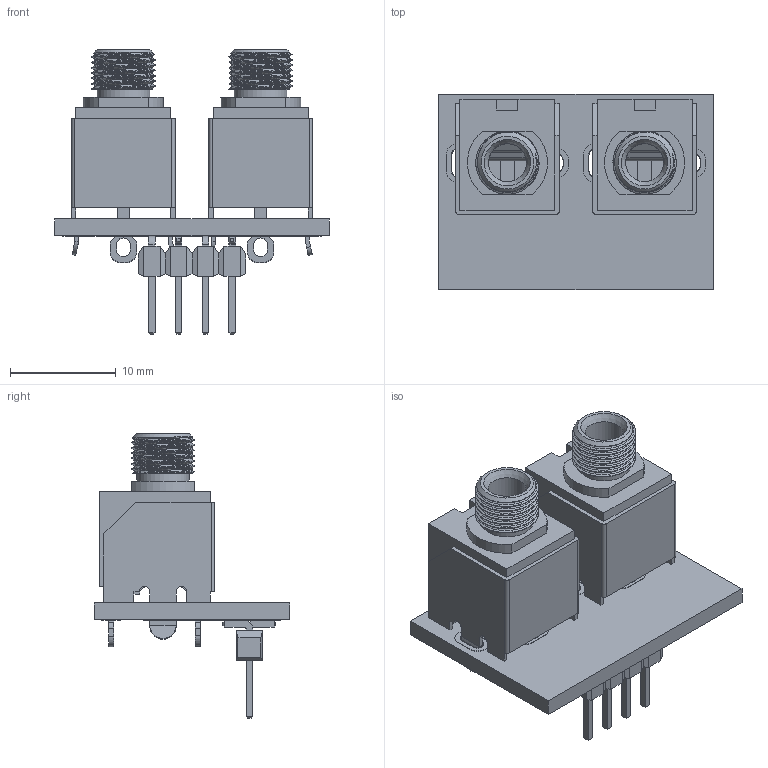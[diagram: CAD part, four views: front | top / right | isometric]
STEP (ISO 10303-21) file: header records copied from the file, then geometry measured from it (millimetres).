
FILE_DESCRIPTION(('KiCad electronic assembly'),'2;1');
FILE_NAME('ScannerVibrato_IO.step','2024-11-17T13:35:01',('Pcbnew'),( 'Kicad'),'Open CASCADE STEP processor 7.8','KiCad to STEP converter' ,'Unknown');
FILE_SCHEMA(('AUTOMOTIVE_DESIGN { 1 0 10303 214 1 1 1 1 }'));
Length unit declared in the file: millimetre
Products named in the file (47): ScannerVibrato_IO 1; PJ-301BM; CONN_PM20204VBNN_MZC; part; _autosave-ScannerVibrato_IO_track_1; _autosave-ScannerVibrato_IO_track_2; _autosave-ScannerVibrato_IO_track_3; _autosave-ScannerVibrato_IO_track_4; _autosave-ScannerVibrato_IO_track_5; _autosave-ScannerVibrato_IO_track_6; _autosave-ScannerVibrato_IO_track_7; _autosave-ScannerVibrato_IO_track_8; _autosave-ScannerVibrato_IO_track_9; _autosave-ScannerVibrato_IO_track_10; _autosave-ScannerVibrato_IO_track_11; _autosave-ScannerVibrato_IO_track_12; _autosave-ScannerVibrato_IO_track_13; _autosave-ScannerVibrato_IO_pad_1; _autosave-ScannerVibrato_IO_pad_2; _autosave-ScannerVibrato_IO_pad_3; _autosave-ScannerVibrato_IO_pad_4; _autosave-ScannerVibrato_IO_pad_5; _autosave-ScannerVibrato_IO_pad_6; _autosave-ScannerVibrato_IO_pad_7; _autosave-ScannerVibrato_IO_pad_8; _autosave-ScannerVibrato_IO_pad_9; _autosave-ScannerVibrato_IO_pad_10; _autosave-ScannerVibrato_IO_pad_11; _autosave-ScannerVibrato_IO_pad_12; _autosave-ScannerVibrato_IO_pad_13; _autosave-ScannerVibrato_IO_pad_14; _autosave-ScannerVibrato_IO_pad_15; _autosave-ScannerVibrato_IO_pad_16; _autosave-ScannerVibrato_IO_pad_17; _autosave-ScannerVibrato_IO_pad_18; _autosave-ScannerVibrato_IO_pad_19; _autosave-ScannerVibrato_IO_pad_20; _autosave-ScannerVibrato_IO_pad_21; _autosave-ScannerVibrato_IO_pad_22; _autosave-ScannerVibrato_IO_pad_23 ...
Assembly tree (47 placements, depth 3):
  ScannerVibrato_IO 1
    PJ-301BM  x2
      PJ-301BM
    CONN_PM20204VBNN_MZC
      part
    _autosave-ScannerVibrato_IO_track_1
    _autosave-ScannerVibrato_IO_track_2
    _autosave-ScannerVibrato_IO_track_3
    _autosave-ScannerVibrato_IO_track_4
    _autosave-ScannerVibrato_IO_track_5
    _autosave-ScannerVibrato_IO_track_6
    _autosave-ScannerVibrato_IO_track_7
    _autosave-ScannerVibrato_IO_track_8
    _autosave-ScannerVibrato_IO_track_9
    _autosave-ScannerVibrato_IO_track_10
    _autosave-ScannerVibrato_IO_track_11
    _autosave-ScannerVibrato_IO_track_12
    _autosave-ScannerVibrato_IO_track_13
    _autosave-ScannerVibrato_IO_pad_1
    _autosave-ScannerVibrato_IO_pad_2
    _autosave-ScannerVibrato_IO_pad_3
    _autosave-ScannerVibrato_IO_pad_4
    _autosave-ScannerVibrato_IO_pad_5
    _autosave-ScannerVibrato_IO_pad_6
    _autosave-ScannerVibrato_IO_pad_7
    _autosave-ScannerVibrato_IO_pad_8
    _autosave-ScannerVibrato_IO_pad_9
    _autosave-ScannerVibrato_IO_pad_10
    _autosave-ScannerVibrato_IO_pad_11
    _autosave-ScannerVibrato_IO_pad_12
    _autosave-ScannerVibrato_IO_pad_13
    _autosave-ScannerVibrato_IO_pad_14
    _autosave-ScannerVibrato_IO_pad_15
    _autosave-ScannerVibrato_IO_pad_16
    _autosave-ScannerVibrato_IO_pad_17
    _autosave-ScannerVibrato_IO_pad_18
    _autosave-ScannerVibrato_IO_pad_19
    _autosave-ScannerVibrato_IO_pad_20
    _autosave-ScannerVibrato_IO_pad_21
    _autosave-ScannerVibrato_IO_pad_22
    _autosave-ScannerVibrato_IO_pad_23
    _autosave-ScannerVibrato_IO_pad_24
    _autosave-ScannerVibrato_IO_pad_25
    _autosave-ScannerVibrato_IO_pad_26
    _autosave-ScannerVibrato_IO_pad_27
    _autosave-ScannerVibrato_IO_pad_28
    _autosave-ScannerVibrato_IO_PCB
Bounding box: 26 x 18.5 x 27 mm (x, y, z)
Volume: 1845.6 mm3; surface area: 5825.1 mm2
Topology: 79 solids, 81 shells, 2012 faces, 5010 edges, 3162 vertices
Faces by surface type: plane 1589, cylinder 239, bspline 108, cone 76
Full cylindrical faces by diameter (mm): 3.6 x2, 3.65 x4, 5 x2
Entity records: 56956 total; most frequent: CARTESIAN_POINT 13631, ORIENTED_EDGE 8034, DIRECTION 7426, EDGE_CURVE 4018, LINE 3494, VECTOR 3494, VERTEX_POINT 2577, AXIS2_PLACEMENT_3D 1966
